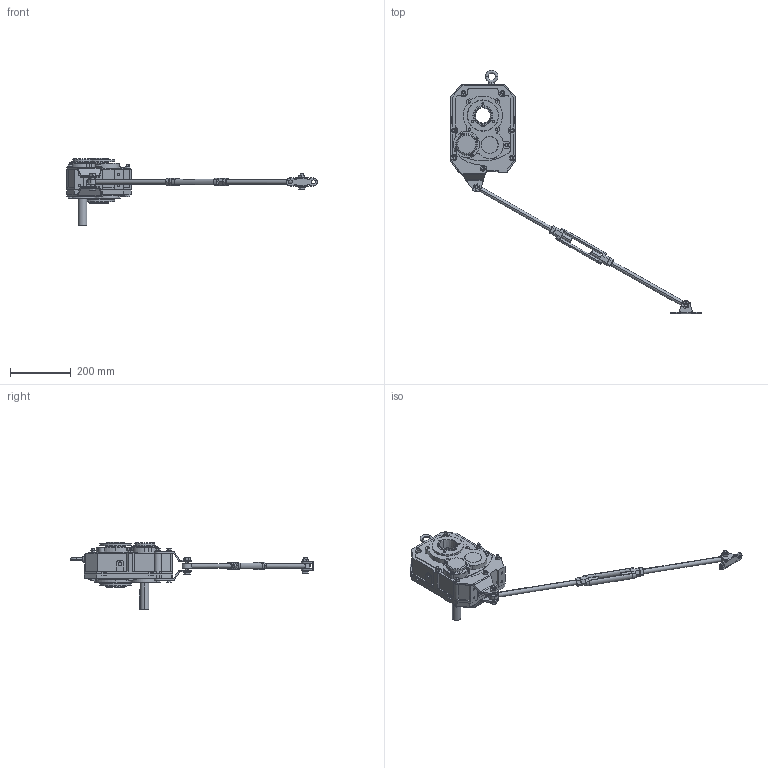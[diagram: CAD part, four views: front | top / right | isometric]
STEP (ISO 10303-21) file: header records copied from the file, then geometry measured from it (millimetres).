
FILE_DESCRIPTION (( 'STEP AP214' ), '1' );
FILE_NAME ('SMR2-09.step', '2016-12-05T17:11:40', ( '' ), ( '' ), 'SwSTEP 2.0', 'SolidWorks 2016', '' );
FILE_SCHEMA (( 'AUTOMOTIVE_DESIGN' ));
Length unit declared in the file: inch
Products named in the file (8): SMR2-TA; SMR2-TA_5; SMR2-TA_4; SMR2-TA_3; SMR2-TA_2; SMR2-TA_1; SMR2-09_REDUCER; SMR2-09
Assembly tree (7 placements, depth 3):
  SMR2-09
    SMR2-09_REDUCER
    SMR2-TA
      SMR2-TA_1
      SMR2-TA_2
      SMR2-TA_3
      SMR2-TA_4
      SMR2-TA_5
Bounding box: 827.37 x 802.41 x 223.5 mm (x, y, z)
Volume: 5965598.1 mm3; surface area: 681312.7 mm2
Topology: 58 solids, 58 shells, 1229 faces, 3028 edges, 1944 vertices
Faces by surface type: plane 599, cylinder 435, cone 91, bspline 86, torus 18
Entity records: 45340 total; most frequent: CARTESIAN_POINT 10156, DIRECTION 6078, ORIENTED_EDGE 6036, EDGE_CURVE 3018, AXIS2_PLACEMENT_3D 2214, VERTEX_POINT 1943, VECTOR 1650, LINE 1650
